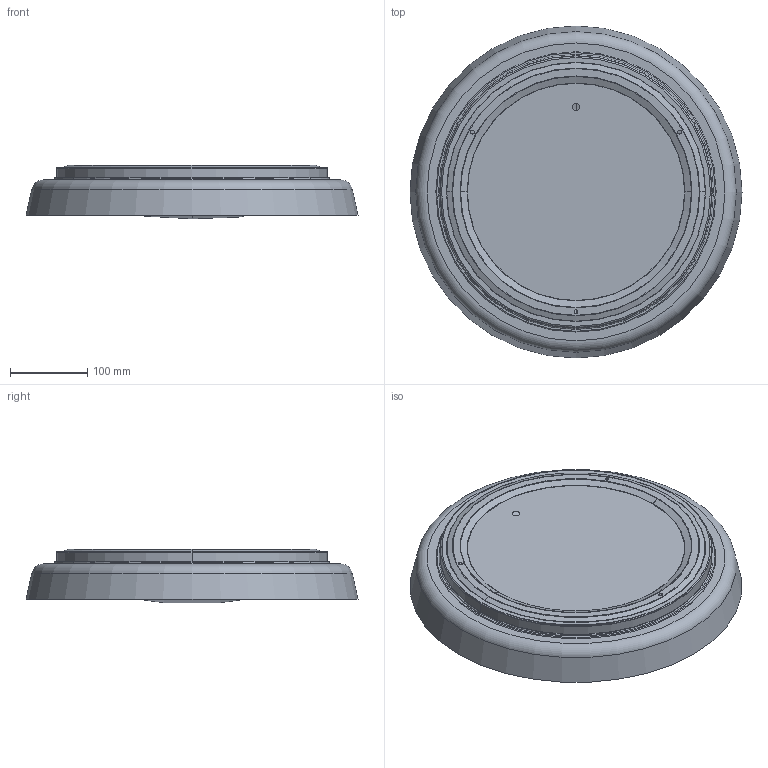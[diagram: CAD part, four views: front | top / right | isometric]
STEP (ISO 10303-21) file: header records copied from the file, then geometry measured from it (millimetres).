
FILE_DESCRIPTION (( 'STEP AP214' ), '1' );
FILE_NAME ('SunatHome_Ceiling_Plate_d.STEP', '2021-08-13T14:56:53', ( '' ), ( '' ), 'SwSTEP 2.0', 'SolidWorks 2020', '' );
FILE_SCHEMA (( 'AUTOMOTIVE_DESIGN' ));
Length unit declared in the file: millimetre
Products named in the file (1): SunatHome_Ceiling_Plate_d
Bounding box: 430 x 430 x 69.22 mm (x, y, z)
Volume: 764157.6 mm3; surface area: 769116.4 mm2
Topology: 3 solids, 3 shells, 101 faces, 194 edges, 114 vertices
Faces by surface type: torus 44, cylinder 24, plane 19, cone 10, sphere 4
Full cylindrical faces by diameter (mm): 10 x1, 327.315 x1, 340 x1, 346.6 x1, 349 x1, 358 x1
Entity records: 2608 total; most frequent: DIRECTION 542, CARTESIAN_POINT 398, ORIENTED_EDGE 364, AXIS2_PLACEMENT_3D 258, EDGE_CURVE 182, CIRCLE 156, EDGE_LOOP 138, VERTEX_POINT 114
